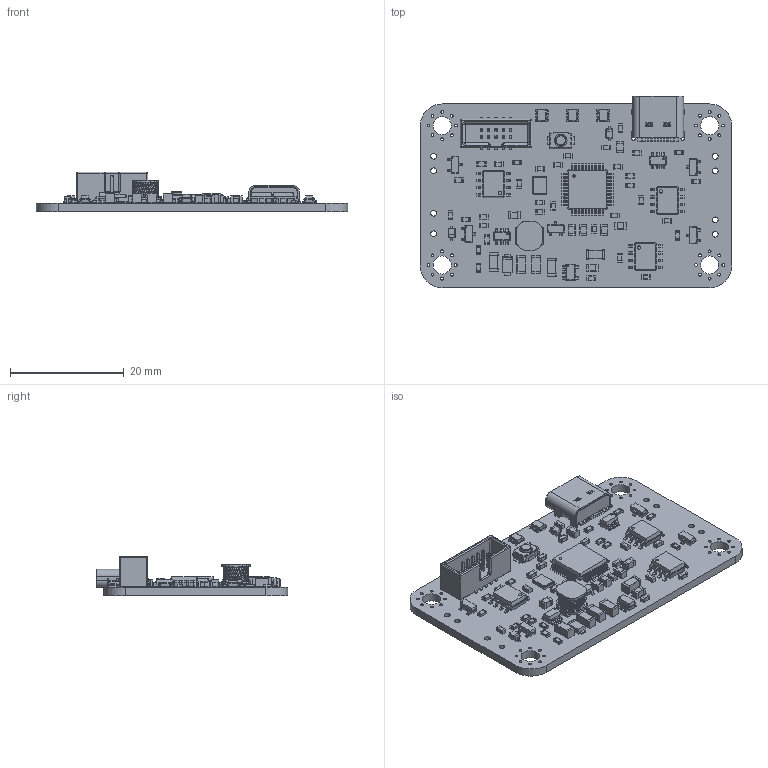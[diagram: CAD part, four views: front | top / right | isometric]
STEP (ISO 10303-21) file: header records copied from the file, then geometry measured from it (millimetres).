
FILE_DESCRIPTION(('KiCad electronic assembly'),'2;1');
FILE_NAME('canfilter_g4.step','2025-12-01T12:57:41',('Pcbnew'),('Kicad') ,'Open CASCADE STEP processor 7.6','KiCad to STEP converter','Unknown' );
FILE_SCHEMA(('AUTOMOTIVE_DESIGN { 1 0 10303 214 1 1 1 1 }'));
Length unit declared in the file: millimetre
Products named in the file (20): canfilter_g4 1; R_0603_1608Metric; fnr5040s; C_0603_1608Metric; C_1206_3216Metric; SW_Push_SPST_NO_Alps_SKRK; C_0805_2012Metric; L_0805_2012Metric; IDC2x05_SMD; D_SOD-323; LQFP-48_7x7mm_P0.5mm; SOT-23-6; Crystal_SMD_3225-4Pin_3.2x2.5mm; SOIC-8_3.9x4.9mm_P1.27mm; USB Type C Port (SMD Type); Led_WS2812B_2020; SOT-23-5; SOT-23; D_SMF; canfilter_g4_PCB
Assembly tree (70 placements, depth 2):
  canfilter_g4 1
    R_0603_1608Metric  x16
    fnr5040s
    C_0603_1608Metric  x18
    C_1206_3216Metric  x5
    SW_Push_SPST_NO_Alps_SKRK
    C_0805_2012Metric  x5
    L_0805_2012Metric  x2
    IDC2x05_SMD
    D_SOD-323  x2
    LQFP-48_7x7mm_P0.5mm
    SOT-23-6  x2
    Crystal_SMD_3225-4Pin_3.2x2.5mm
    SOIC-8_3.9x4.9mm_P1.27mm  x3
    USB Type C Port (SMD Type)
    Led_WS2812B_2020  x3
    SOT-23-5
    SOT-23  x5
    D_SMF
    canfilter_g4_PCB
Bounding box: 54.75 x 33.65 x 7 mm (x, y, z)
Volume: 3265.5 mm3; surface area: 6304 mm2
Topology: 96 solids, 96 shells, 5156 faces, 13489 edges, 8636 vertices
Faces by surface type: plane 3034, cylinder 1689, bspline 240, torus 159, sphere 26, cone 8
Full cylindrical faces by diameter (mm): 0.5 x32, 0.65 x2, 1 x8, 1.8 x1, 2.2 x1, 3.2 x4
Entity records: 86806 total; most frequent: CARTESIAN_POINT 18097, ORIENTED_EDGE 14395, DIRECTION 13977, EDGE_CURVE 7194, LINE 5195, VECTOR 5195, VERTEX_POINT 4569, AXIS2_PLACEMENT_3D 4391
